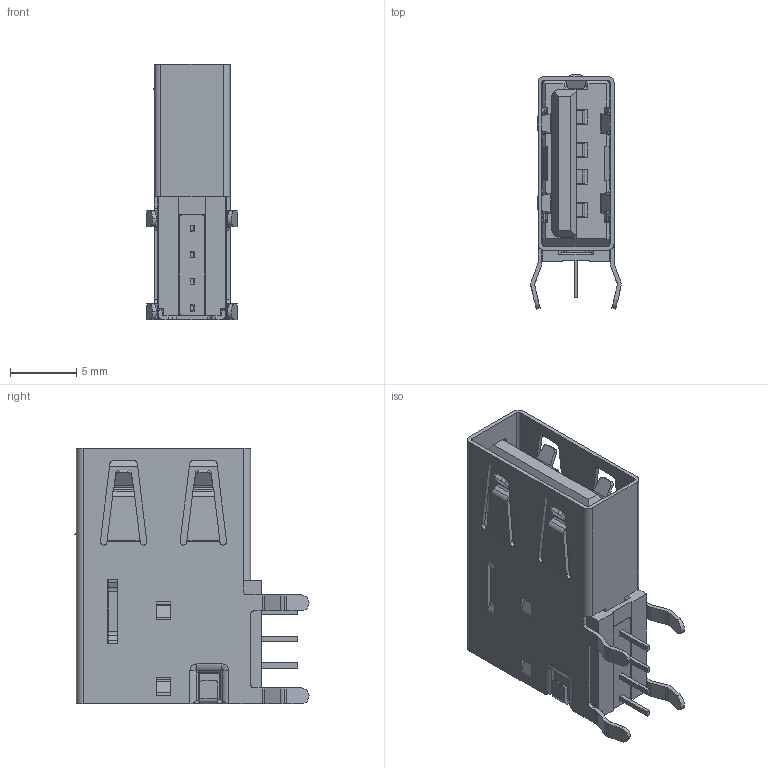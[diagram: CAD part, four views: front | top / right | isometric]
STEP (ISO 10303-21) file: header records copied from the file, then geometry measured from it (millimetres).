
FILE_DESCRIPTION (( 'STEP AP214' ), '1' );
FILE_NAME ('690C104-134-221.STEP', '2021-01-13T22:08:40', ( '' ), ( '' ), 'SwSTEP 2.0', 'SolidWorks 2020', '' );
FILE_SCHEMA (( 'AUTOMOTIVE_DESIGN' ));
Length unit declared in the file: millimetre
Products named in the file (10): Contact4 690C104-X34-22X; Contact1 690C104-X34-22X; Contact3 690C104-X34-22X; Insulator2 690C104-X34-22X_Black; Insulator1 690C104-X34-22X_Black; Shell 690C104-X34-22X; Back Shell 690C104-X34-22X; Contact2 690C104-X34-22X; 690C104-134-221; Contacts 690C104-X34-22X
Assembly tree (9 placements, depth 3):
  690C104-134-221
    Insulator1 690C104-X34-22X_Black
    Contacts 690C104-X34-22X
      Contact4 690C104-X34-22X
      Contact3 690C104-X34-22X
      Contact2 690C104-X34-22X
      Contact1 690C104-X34-22X
    Insulator2 690C104-X34-22X_Black
    Shell 690C104-X34-22X
    Back Shell 690C104-X34-22X
Bounding box: 6.8 x 17.61 x 19.25 mm (x, y, z)
Volume: 658.2 mm3; surface area: 2728.7 mm2
Topology: 8 solids, 8 shells, 1166 faces, 3144 edges, 1984 vertices
Faces by surface type: plane 753, cylinder 317, bspline 80, cone 16
Entity records: 38994 total; most frequent: CARTESIAN_POINT 9577, ORIENTED_EDGE 6288, DIRECTION 5714, EDGE_CURVE 3144, LINE 2424, VECTOR 2424, VERTEX_POINT 1984, AXIS2_PLACEMENT_3D 1645
